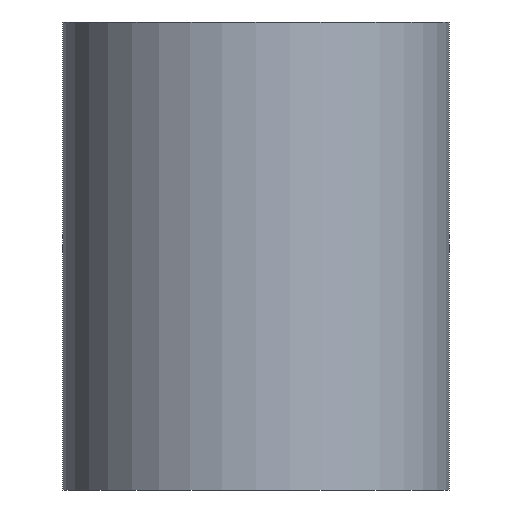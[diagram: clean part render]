
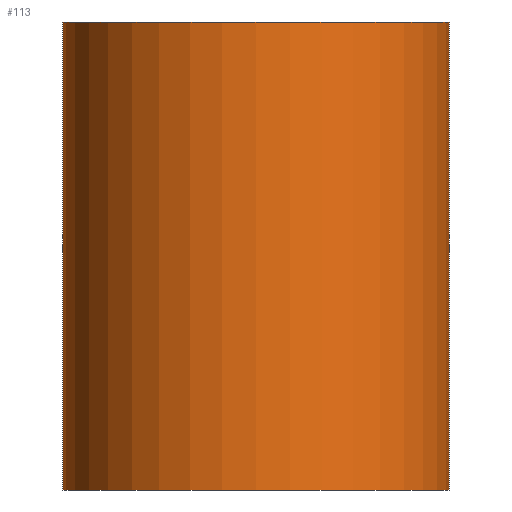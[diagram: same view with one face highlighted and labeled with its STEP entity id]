
A CAD part, front view. The second image highlights one B-rep face of the part: STEP entity #113.
In plain terms, the highlighted cylindrical face has radius 1.65 mm (diameter 3.3 mm), a full revolution.
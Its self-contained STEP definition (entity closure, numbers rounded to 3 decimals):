
#21=FACE_OUTER_BOUND('',#28,.T.);
#28=EDGE_LOOP('',(#80,#81,#82,#83));
#35=LINE('',#198,#40);
#40=VECTOR('',#164,1.65);
#47=CIRCLE('',#137,1.65);
#48=CIRCLE('',#139,1.65);
#55=VERTEX_POINT('',#194);
#56=VERTEX_POINT('',#197);
#65=EDGE_CURVE('',#55,#55,#47,.T.);
#66=EDGE_CURVE('',#55,#56,#35,.T.);
#67=EDGE_CURVE('',#56,#56,#48,.T.);
#80=ORIENTED_EDGE('',*,*,#65,.F.);
#81=ORIENTED_EDGE('',*,*,#66,.T.);
#82=ORIENTED_EDGE('',*,*,#67,.T.);
#83=ORIENTED_EDGE('',*,*,#66,.F.);
#101=CYLINDRICAL_SURFACE('',#138,1.65);
#113=ADVANCED_FACE('',(#21),#101,.T.);
#137=AXIS2_PLACEMENT_3D('',#195,#160,#161);
#138=AXIS2_PLACEMENT_3D('',#196,#162,#163);
#139=AXIS2_PLACEMENT_3D('',#199,#165,#166);
#160=DIRECTION('center_axis',(0.,0.,-1.));
#161=DIRECTION('ref_axis',(-1.,0.,0.));
#162=DIRECTION('center_axis',(0.,0.,-1.));
#163=DIRECTION('ref_axis',(-1.,0.,0.));
#164=DIRECTION('',(0.,0.,1.));
#165=DIRECTION('center_axis',(0.,0.,-1.));
#166=DIRECTION('ref_axis',(-1.,0.,0.));
#194=CARTESIAN_POINT('',(1.65,0.,-1.5));
#195=CARTESIAN_POINT('Origin',(0.,0.,-1.5));
#196=CARTESIAN_POINT('Origin',(0.,0.,4.));
#197=CARTESIAN_POINT('',(1.65,0.,2.5));
#198=CARTESIAN_POINT('',(1.65,0.,4.));
#199=CARTESIAN_POINT('Origin',(0.,0.,2.5));
